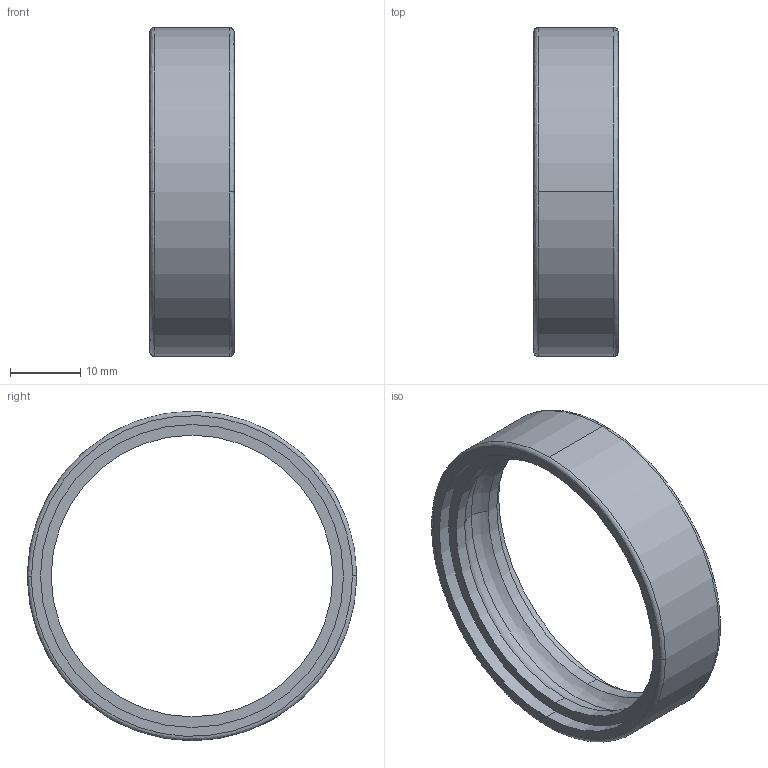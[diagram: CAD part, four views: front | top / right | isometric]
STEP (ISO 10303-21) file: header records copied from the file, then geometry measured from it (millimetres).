
FILE_DESCRIPTION (( 'STEP AP203' ), '1' );
FILE_NAME ('inafag_6005-2z_6vrtc2ac043nicjdt8x23j2dp_02.step', '2017-06-22T16:13:36', ( '' ), ( '' ), 'SwSTEP 2.0', 'SolidWorks 2016', '' );
FILE_SCHEMA (( 'CONFIG_CONTROL_DESIGN' ));
Length unit declared in the file: millimetre
Products named in the file (1): inafag_6005-2z_6vrtc2ac043nicjdt8x23j2dp_02
Bounding box: 12 x 47 x 47 mm (x, y, z)
Volume: 4349 mm3; surface area: 4278.9 mm2
Topology: 1 solids, 1 shells, 22 faces, 52 edges, 34 vertices
Faces by surface type: cylinder 10, bspline 8, plane 4
Entity records: 827 total; most frequent: CARTESIAN_POINT 241, DIRECTION 116, ORIENTED_EDGE 104, AXIS2_PLACEMENT_3D 53, EDGE_CURVE 52, CIRCLE 38, VERTEX_POINT 34, EDGE_LOOP 26
